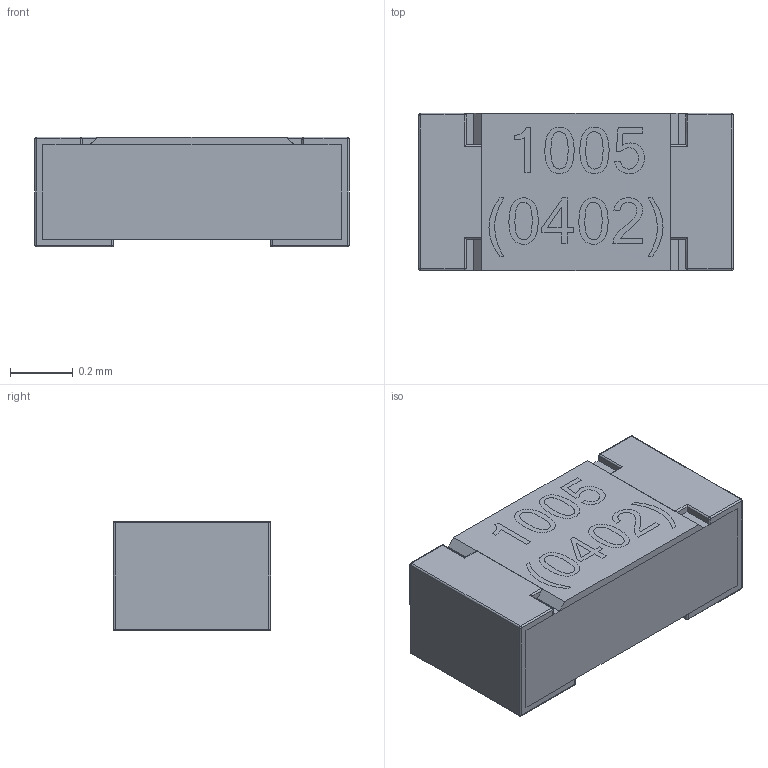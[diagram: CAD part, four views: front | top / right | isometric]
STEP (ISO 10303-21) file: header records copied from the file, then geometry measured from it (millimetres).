
FILE_DESCRIPTION(/* description */ (''),/* implementation_level */ '2;1');
FILE_NAME(/* name */ '0402-RES_ipt_efdfb19c.STEP',/* time_stamp */ '2022-06-02T14:49:52+03:00',/* author */ ('Sulieman DAHER'),/* organization */ (''),/* preprocessor_version */ 'ST-DEVELOPER v16.13',/* originating_system */ 'Autodesk Inventor 2018',/* authorisation */ '');
FILE_SCHEMA (('AUTOMOTIVE_DESIGN { 1 0 10303 214 3 1 1 }'));
Length unit declared in the file: millimetre
Products named in the file (1): 0402-RES
Bounding box: 1 x 0.5 x 0.35 mm (x, y, z)
Volume: 0.2 mm3; surface area: 2.1 mm2
Topology: 1 solids, 1 shells, 97 faces, 317 edges, 225 vertices
Faces by surface type: plane 47, cylinder 34, sphere 16
Entity records: 3834 total; most frequent: CARTESIAN_POINT 1129, ORIENTED_EDGE 610, DIRECTION 414, EDGE_CURVE 305, VERTEX_POINT 225, AXIS2_PLACEMENT_3D 154, B_SPLINE_CURVE_WITH_KNOTS 143, EDGE_LOOP 112
